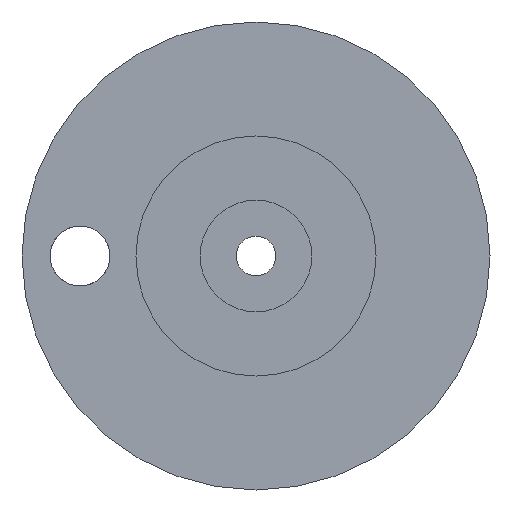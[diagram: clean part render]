
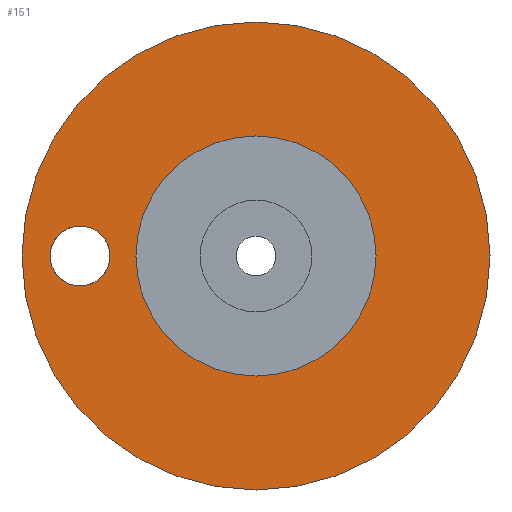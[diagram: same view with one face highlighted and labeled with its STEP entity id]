
A CAD part, left-side view. The second image highlights one B-rep face of the part: STEP entity #151.
In plain terms, the highlighted planar face has unit normal (-1, 0, 0).
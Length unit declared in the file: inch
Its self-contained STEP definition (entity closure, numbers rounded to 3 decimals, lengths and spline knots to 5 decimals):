
#24=PLANE($,#176);
#36=FACE_BOUND($,#69,.T.);
#37=FACE_BOUND($,#70,.T.);
#38=FACE_BOUND($,#71,.T.);
#69=EDGE_LOOP($,(#133));
#70=EDGE_LOOP($,(#134));
#71=EDGE_LOOP($,(#135));
#82=CIRCLE($,#167,0.068);
#86=CIRCLE($,#175,0.273);
#87=CIRCLE($,#177,0.532);
#95=VERTEX_POINT($,#282);
#99=VERTEX_POINT($,#294);
#100=VERTEX_POINT($,#297);
#108=EDGE_CURVE($,#95,#95,#82,.T.);
#112=EDGE_CURVE($,#99,#99,#86,.T.);
#113=EDGE_CURVE($,#100,#100,#87,.T.);
#133=ORIENTED_EDGE($,*,*,#108,.T.);
#134=ORIENTED_EDGE($,*,*,#112,.T.);
#135=ORIENTED_EDGE($,*,*,#113,.F.);
#151=ADVANCED_FACE($,(#36,#37,#38),#24,.T.);
#167=AXIS2_PLACEMENT_3D($,#283,#203,#204);
#175=AXIS2_PLACEMENT_3D($,#295,#219,#220);
#176=AXIS2_PLACEMENT_3D($,#296,#221,#222);
#177=AXIS2_PLACEMENT_3D($,#298,#223,#224);
#203=DIRECTION('center_axis',(1.,0.,0.));
#204=DIRECTION('ref_axis',(0.,0.,-1.));
#219=DIRECTION('center_axis',(1.,0.,0.));
#220=DIRECTION('ref_axis',(0.,0.,-1.));
#221=DIRECTION('center_axis',(-1.,0.,0.));
#222=DIRECTION('ref_axis',(0.,0.,1.));
#223=DIRECTION('center_axis',(1.,0.,0.));
#224=DIRECTION('ref_axis',(0.,0.,-1.));
#282=CARTESIAN_POINT('',(-0.15,0.4,0.068));
#283=CARTESIAN_POINT('Origin',(-0.15,0.4,0.));
#294=CARTESIAN_POINT('',(-0.15,0.273,0.));
#295=CARTESIAN_POINT('Origin',(-0.15,0.,0.));
#296=CARTESIAN_POINT('Origin',(-0.15,0.532,0.));
#297=CARTESIAN_POINT('',(-0.15,0.532,0.));
#298=CARTESIAN_POINT('Origin',(-0.15,0.,0.));
